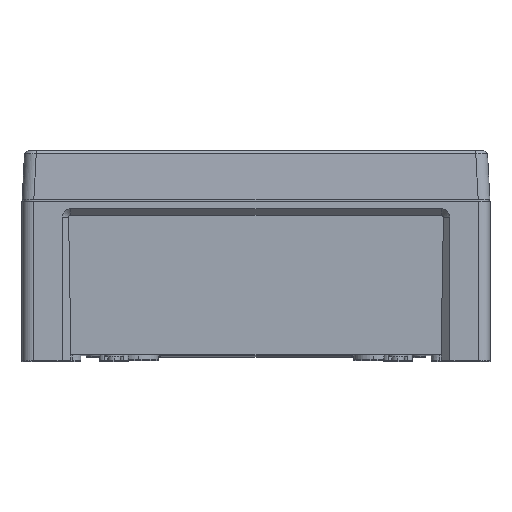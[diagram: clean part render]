
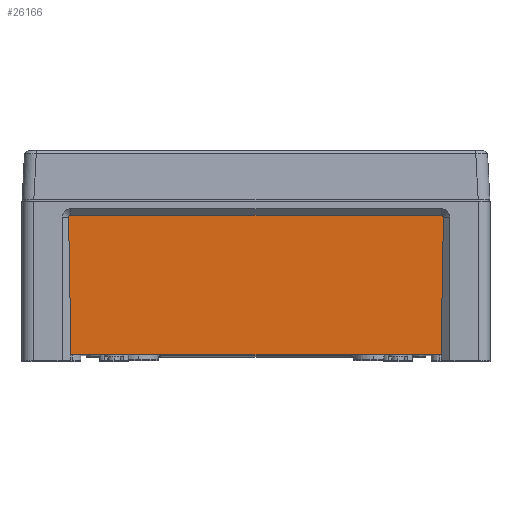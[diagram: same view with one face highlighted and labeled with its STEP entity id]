
A CAD part, top view. The second image highlights one B-rep face of the part: STEP entity #26166.
In plain terms, the highlighted planar face has unit normal (0, -0.018, 1).
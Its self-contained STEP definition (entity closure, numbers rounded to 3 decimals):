
#111 = EDGE_LOOP ( 'NONE', ( #12730, #24158, #10807, #20761, #27611, #10783 ) ) ;
#754 = EDGE_CURVE ( 'NONE', #8173, #18127, #22276, .T. ) ;
#785 = VERTEX_POINT ( 'NONE', #25975 ) ;
#1092 = VECTOR ( 'NONE', #17409, 1000. ) ;
#1251 = CARTESIAN_POINT ( 'NONE',  ( 95.717, -7.614, 141.167 ) ) ;
#1547 = CARTESIAN_POINT ( 'NONE',  ( 94.55, -7.124, 141.176 ) ) ;
#2537 = AXIS2_PLACEMENT_3D ( 'NONE', #7689, #3359, #16048 ) ;
#3024 = DIRECTION ( 'NONE',  ( 0.017, -1., -0.017 ) ) ;
#3359 = DIRECTION ( 'NONE',  ( 0., -0.017, 1. ) ) ;
#3591 = CARTESIAN_POINT ( 'NONE',  ( 95.236, -7.124, 141.176 ) ) ;
#3897 = VERTEX_POINT ( 'NONE', #28456 ) ;
#4136 = LINE ( 'NONE', #11416, #1092 ) ;
#5048 = CARTESIAN_POINT ( 'NONE',  ( -95.707, -8.183, 141.157 ) ) ;
#5826 = CARTESIAN_POINT ( 'NONE',  ( 94.482, -78.4, 139.932 ) ) ;
#5918 = CARTESIAN_POINT ( 'NONE',  ( 94.55, -7.124, 141.176 ) ) ;
#6379 = CARTESIAN_POINT ( 'NONE',  ( -95.236, -7.124, 141.176 ) ) ;
#6796 = EDGE_CURVE ( 'NONE', #3897, #8173, #4136, .T. ) ;
#7597 = CARTESIAN_POINT ( 'NONE',  ( -94.482, -78.4, 139.932 ) ) ;
#7689 = CARTESIAN_POINT ( 'NONE',  ( -119.5, 0., 141.3 ) ) ;
#8052 = VECTOR ( 'NONE', #19135, 1000. ) ;
#8173 = VERTEX_POINT ( 'NONE', #5918 ) ;
#8983 = VERTEX_POINT ( 'NONE', #7597 ) ;
#9416 = VECTOR ( 'NONE', #3024, 1000. ) ;
#10783 = ORIENTED_EDGE ( 'NONE', *, *, #20410, .T. ) ;
#10807 = ORIENTED_EDGE ( 'NONE', *, *, #754, .F. ) ;
#11416 = CARTESIAN_POINT ( 'NONE',  ( -94.55, -7.124, 141.176 ) ) ;
#11554 = DIRECTION ( 'NONE',  ( 1., 0., 0. ) ) ;
#12730 = ORIENTED_EDGE ( 'NONE', *, *, #19528, .T. ) ;
#13084 =( BOUNDED_CURVE ( )  B_SPLINE_CURVE ( 3, ( #23988, #21824, #6379, #28619 ),
 .UNSPECIFIED., .F., .T. ) 
 B_SPLINE_CURVE_WITH_KNOTS ( ( 4, 4 ),
 ( 4.695, 6.283 ),
 .UNSPECIFIED. ) 
 CURVE ( )  GEOMETRIC_REPRESENTATION_ITEM ( )  RATIONAL_B_SPLINE_CURVE ( ( 1., 0.801, 0.801, 1. ) ) 
 REPRESENTATION_ITEM ( '' )  );
#14019 = LINE ( 'NONE', #26748, #25075 ) ;
#14027 = FACE_OUTER_BOUND ( 'NONE', #111, .T. ) ;
#14668 = CARTESIAN_POINT ( 'NONE',  ( 95.707, -8.183, 141.157 ) ) ;
#16048 = DIRECTION ( 'NONE',  ( 0., -1., -0.017 ) ) ;
#17409 = DIRECTION ( 'NONE',  ( 1., 0., 0. ) ) ;
#18127 = VERTEX_POINT ( 'NONE', #21849 ) ;
#18629 = PLANE ( 'NONE',  #2537 ) ;
#18814 = EDGE_CURVE ( 'NONE', #18127, #26287, #22894, .T. ) ;
#18857 = CARTESIAN_POINT ( 'NONE',  ( 95.705, -8.3, 141.155 ) ) ;
#19135 = DIRECTION ( 'NONE',  ( -0.017, -1., -0.017 ) ) ;
#19528 = EDGE_CURVE ( 'NONE', #8983, #26287, #14019, .T. ) ;
#20215 = EDGE_CURVE ( 'NONE', #785, #3897, #13084, .T. ) ;
#20410 = EDGE_CURVE ( 'NONE', #785, #8983, #26720, .T. ) ;
#20761 = ORIENTED_EDGE ( 'NONE', *, *, #6796, .F. ) ;
#21824 = CARTESIAN_POINT ( 'NONE',  ( -95.717, -7.614, 141.167 ) ) ;
#21849 = CARTESIAN_POINT ( 'NONE',  ( 95.705, -8.3, 141.155 ) ) ;
#22276 =( BOUNDED_CURVE ( )  B_SPLINE_CURVE ( 3, ( #1547, #3591, #1251, #18857 ),
 .UNSPECIFIED., .F., .T. ) 
 B_SPLINE_CURVE_WITH_KNOTS ( ( 4, 4 ),
 ( 0., 1.588 ),
 .UNSPECIFIED. ) 
 CURVE ( )  GEOMETRIC_REPRESENTATION_ITEM ( )  RATIONAL_B_SPLINE_CURVE ( ( 1., 0.801, 0.801, 1. ) ) 
 REPRESENTATION_ITEM ( '' )  );
#22894 = LINE ( 'NONE', #14668, #8052 ) ;
#23988 = CARTESIAN_POINT ( 'NONE',  ( -95.705, -8.3, 141.155 ) ) ;
#24158 = ORIENTED_EDGE ( 'NONE', *, *, #18814, .F. ) ;
#25075 = VECTOR ( 'NONE', #11554, 1000. ) ;
#25975 = CARTESIAN_POINT ( 'NONE',  ( -95.705, -8.3, 141.155 ) ) ;
#26166 = ADVANCED_FACE ( 'NONE', ( #14027 ), #18629, .T. ) ;
#26287 = VERTEX_POINT ( 'NONE', #5826 ) ;
#26720 = LINE ( 'NONE', #5048, #9416 ) ;
#26748 = CARTESIAN_POINT ( 'NONE',  ( -119.5, -78.4, 139.932 ) ) ;
#27611 = ORIENTED_EDGE ( 'NONE', *, *, #20215, .F. ) ;
#28456 = CARTESIAN_POINT ( 'NONE',  ( -94.55, -7.124, 141.176 ) ) ;
#28619 = CARTESIAN_POINT ( 'NONE',  ( -94.55, -7.124, 141.176 ) ) ;
